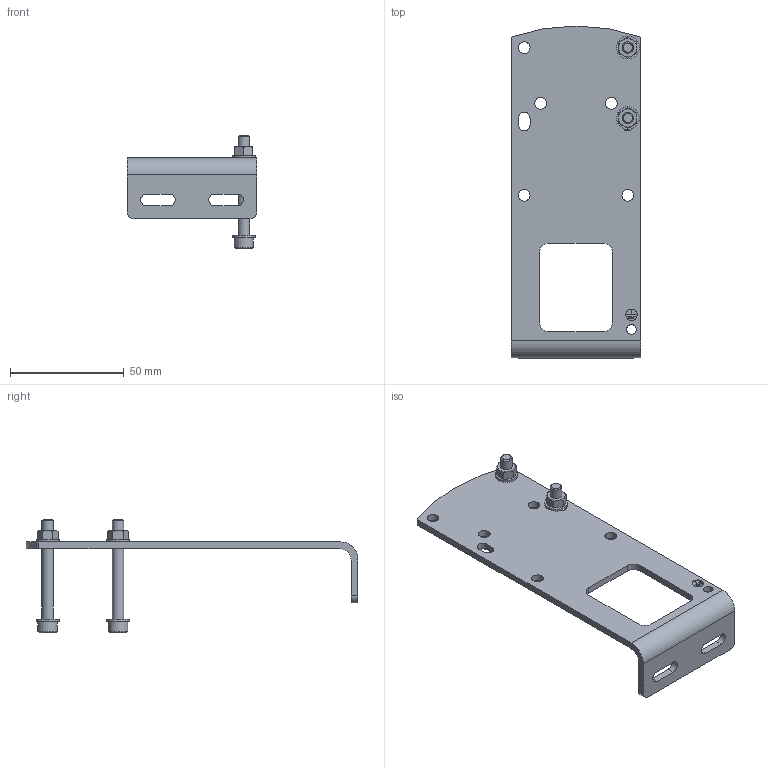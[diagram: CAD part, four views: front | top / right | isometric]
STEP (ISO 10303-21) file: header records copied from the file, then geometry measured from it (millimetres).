
FILE_DESCRIPTION(/* description */ ('STEP AP214'),/* implementation_level */ '2;1');
FILE_NAME(/* name */ '8026337_VAME-B10-30-A',/* time_stamp */ '2024-09-16T07:24:27+02:00',/* author */ ('License CC BY-ND 4.0'),/* organization */ ('CADENAS'),/* preprocessor_version */ 'ST-DEVELOPER v19.3',/* originating_system */ 'PARTsolutions',/* authorisation */ ' ');
FILE_SCHEMA (('AUTOMOTIVE_DESIGN {1 0 10303 214 3 1 1}'));
Length unit declared in the file: millimetre
Products named in the file (6): 8026337 VAME-B10-30-A; 8026337 VAME-B10-30-A---(W); DIN-912 - M5x45(F); 739344 SCHEIBE 5.1X10.2X1; DIN-125A-1 -5.3(F); DIN 934 - M5(F)
Assembly tree (9 placements, depth 2):
  8026337 VAME-B10-30-A
    8026337 VAME-B10-30-A---(W)
    DIN-912 - M5x45(F)  x2
    739344 SCHEIBE 5.1X10.2X1  x2
    DIN-125A-1 -5.3(F)  x2
    DIN 934 - M5(F)  x2
Bounding box: 57 x 146 x 50 mm (x, y, z)
Volume: 26374 mm3; surface area: 21152.3 mm2
Topology: 9 solids, 9 shells, 164 faces, 372 edges, 232 vertices
Faces by surface type: plane 93, cylinder 41, cone 30
Full cylindrical faces by diameter (mm): 4.134 x2, 4.2 x1, 5 x3, 5.1 x2, 5.2 x6, 5.3 x2, 8.5 x2, 10 x2, 10.2 x2
Entity records: 3459 total; most frequent: CARTESIAN_POINT 618, DIRECTION 568, ORIENTED_EDGE 496, EDGE_CURVE 248, AXIS2_PLACEMENT_3D 213, FACE_BOUND 175, EDGE_LOOP 174, VERTEX_POINT 173
